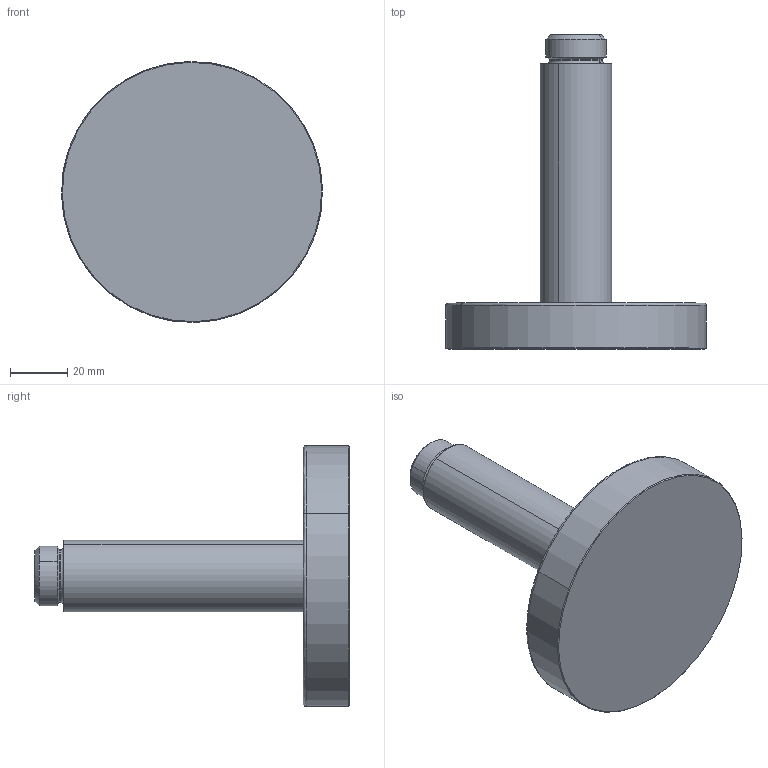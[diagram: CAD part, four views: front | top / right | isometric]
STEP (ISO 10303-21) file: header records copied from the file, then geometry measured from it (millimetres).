
FILE_DESCRIPTION(('CAx-IF Rec.Pracs.---Model Styling and Organization---1.2---2011-12-15','CAx-IF Rec.Pracs.---Geometric and Assembly Validation Properties---4.1---2014-06-16','CAx-IF Rec.Pracs.---PMI Polyline Presentation---2.0---2013-05-24'),'2;1');
FILE_NAME('1000111920_PPR_000.stp','2017-01-27T05:49:51+01:00',(''),(''),'STEP Interface 4.0.1101 by CT CoreTechnologie','3D_Evolution4.0.1101 by CT CoreTechnologie','');
FILE_SCHEMA(('AP203_CONFIGURATION_CONTROLLED_3D_DESIGN_OF_MECHANICAL_PARTS_AND_ASSEMBLIES_MIM_LF'));
Length unit declared in the file: millimetre
Products named in the file (4): P_2 AX Deckenanschluss 100mm 1000111920_PPR_000_A0; P_2 Rohr Decke KB Royal 1000111921_PPA_000_A0; P_2 Nippel Brausearm KB Royal 1000111919_PPA_000_A0; P_2 Rosette Brausearm KB Royal 1000111909_PPA_000_A0
Assembly tree (3 placements, depth 2):
  P_2 AX Deckenanschluss 100mm 1000111920_PPR_000_A0
    P_2 Rohr Decke KB Royal 1000111921_PPA_000_A0
    P_2 Nippel Brausearm KB Royal 1000111919_PPA_000_A0
    P_2 Rosette Brausearm KB Royal 1000111909_PPA_000_A0
Bounding box: 90.97 x 109.5 x 90.97 mm (x, y, z)
Volume: 153907.3 mm3; surface area: 28034.2 mm2
Topology: 3 solids, 4 shells, 48 faces, 96 edges, 58 vertices
Faces by surface type: bspline 20, plane 16, cylinder 12
Entity records: 2248 total; most frequent: CARTESIAN_POINT 446, DIRECTION 218, ORIENTED_EDGE 192, EDGE_CURVE 96, AXIS2_PLACEMENT_3D 90, CIRCLE 58, VERTEX_POINT 58, EDGE_LOOP 50
